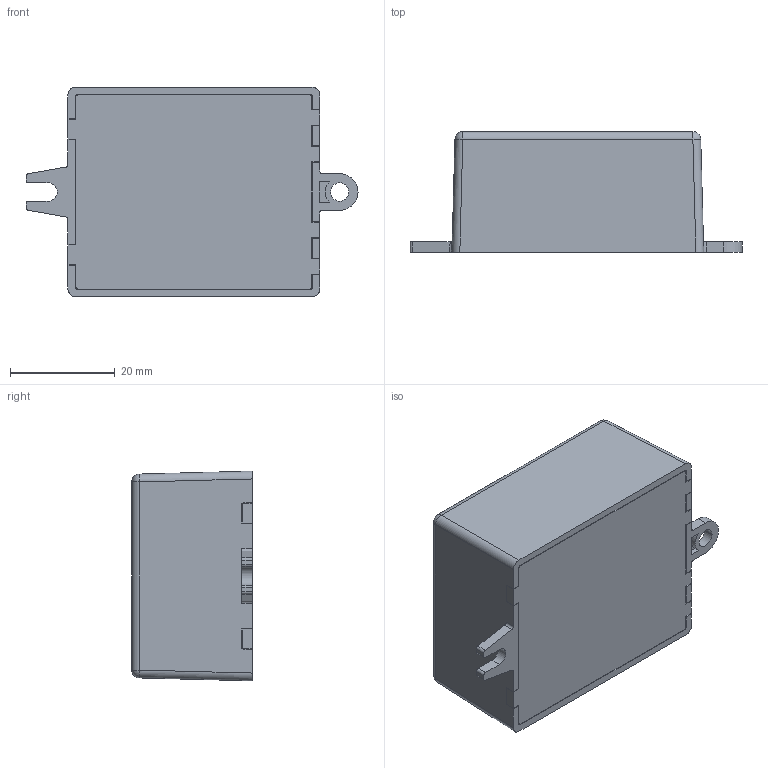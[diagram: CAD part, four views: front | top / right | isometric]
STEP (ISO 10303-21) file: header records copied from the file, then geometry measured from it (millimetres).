
FILE_DESCRIPTION((''),'2;1');
FILE_NAME('LSC15W_ASM','2019-02-19T',('wsenga'),(''),'PRO/ENGINEER BY PARAMETRIC TECHNOLOGY CORPORATION, 2012360','PRO/ENGINEER BY PARAMETRIC TECHNOLOGY CORPORATION, 2012360','');
FILE_SCHEMA(('CONFIG_CONTROL_DESIGN'));
Length unit declared in the file: millimetre
Products named in the file (4): LSC15W-1A; LSC15W-2A; LSC15W-A_ASM; LSC15W_ASM
Assembly tree (3 placements, depth 3):
  LSC15W_ASM
    LSC15W-A_ASM
      LSC15W-1A
      LSC15W-2A
Bounding box: 63.3 x 23 x 40 mm (x, y, z)
Surface area: 15362.7 mm2 (no closed solid volume)
Topology: 0 solids, 2 shells, 726 faces, 2031 edges, 1342 vertices
Faces by surface type: plane 677, cylinder 41, sphere 8
Entity records: 23418 total; most frequent: CARTESIAN_POINT 4655, ORIENTED_EDGE 4062, DIRECTION 3503, EDGE_CURVE 2031, VECTOR 1949, LINE 1949, VERTEX_POINT 1342, AXIS2_PLACEMENT_3D 777
